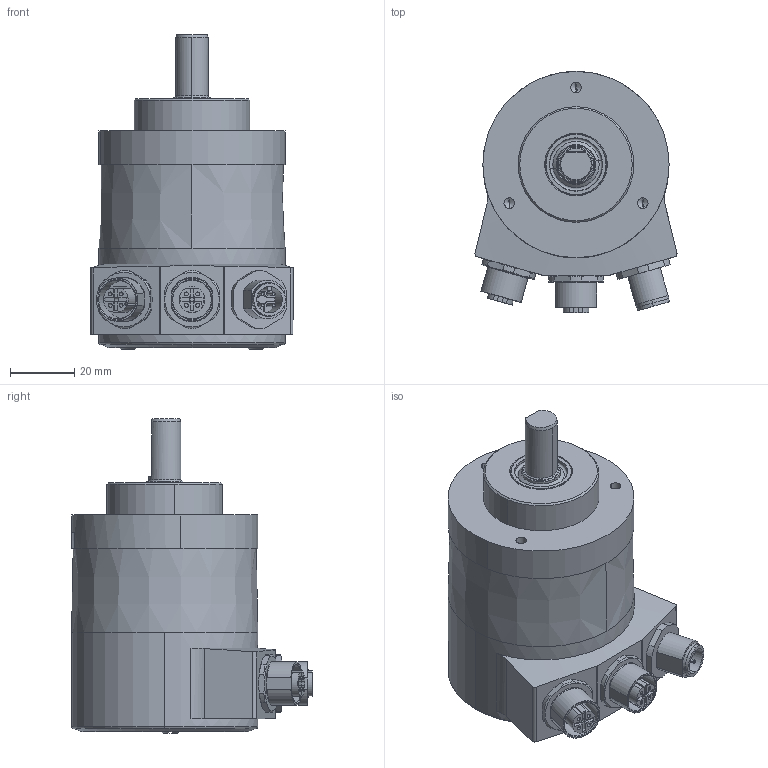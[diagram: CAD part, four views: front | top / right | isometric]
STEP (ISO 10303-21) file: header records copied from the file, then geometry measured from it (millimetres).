
FILE_DESCRIPTION((''),'2;1');
FILE_NAME('1071032-01','2014-03-21T',('se2546'),(''),'PRO/ENGINEER BY PARAMETRIC TECHNOLOGY CORPORATION, 2013150','PRO/ENGINEER BY PARAMETRIC TECHNOLOGY CORPORATION, 2013150','');
FILE_SCHEMA(('CONFIG_CONTROL_DESIGN'));
Length unit declared in the file: millimetre
Products named in the file (1): 1071032-01
Bounding box: 62.91 x 75 x 98 mm (x, y, z)
Volume: 77912.1 mm3; surface area: 53615 mm2
Topology: 2 solids, 2 shells, 941 faces, 2452 edges, 1584 vertices
Faces by surface type: plane 365, cylinder 348, cone 174, torus 50, sphere 4
Entity records: 34621 total; most frequent: CARTESIAN_POINT 6419, DIRECTION 5093, ORIENTED_EDGE 4856, EDGE_CURVE 2428, AXIS2_PLACEMENT_3D 1993, VERTEX_POINT 1584, VECTOR 1107, LINE 1107
